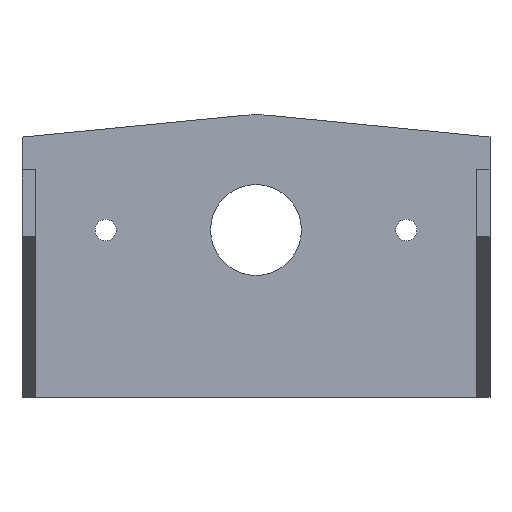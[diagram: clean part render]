
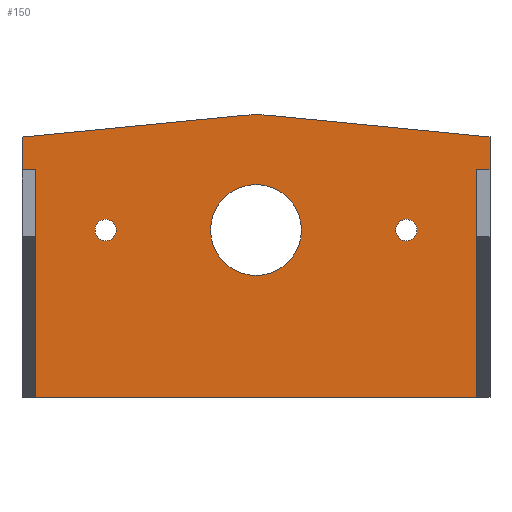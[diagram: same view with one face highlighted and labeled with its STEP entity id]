
A CAD part, front view. The second image highlights one B-rep face of the part: STEP entity #150.
In plain terms, the highlighted planar face has unit normal (0, -1, 0).
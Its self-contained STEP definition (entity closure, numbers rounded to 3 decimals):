
#27 = EDGE_CURVE ( 'NONE', #227, #968, #1491, .T. ) ;
#33 = VERTEX_POINT ( 'NONE', #853 ) ;
#35 = CIRCLE ( 'NONE', #950, 0.8 ) ;
#58 = CARTESIAN_POINT ( 'NONE',  ( 0.843, 0., 8.594 ) ) ;
#110 = EDGE_LOOP ( 'NONE', ( #122, #414 ) ) ;
#122 = ORIENTED_EDGE ( 'NONE', *, *, #744, .T. ) ;
#123 = ORIENTED_EDGE ( 'NONE', *, *, #346, .T. ) ;
#150 = ADVANCED_FACE ( 'NONE', ( #1291, #317, #681, #656 ), #1372, .F. ) ;
#166 = CARTESIAN_POINT ( 'NONE',  ( 11.24, 0., 0. ) ) ;
#169 = CARTESIAN_POINT ( 'NONE',  ( 0., 0., 3.4 ) ) ;
#175 = CARTESIAN_POINT ( 'NONE',  ( 0., 0., 0. ) ) ;
#178 = DIRECTION ( 'NONE',  ( -1., 0., 0. ) ) ;
#181 = CARTESIAN_POINT ( 'NONE',  ( 16.5, 0., 4.5 ) ) ;
#185 = LINE ( 'NONE', #58, #829 ) ;
#188 = CARTESIAN_POINT ( 'NONE',  ( -16.5, 0., -12.5 ) ) ;
#194 = CARTESIAN_POINT ( 'NONE',  ( 17.5, 0., 4.5 ) ) ;
#200 = EDGE_LOOP ( 'NONE', ( #123, #683 ) ) ;
#216 = CARTESIAN_POINT ( 'NONE',  ( 0.04, 0., -1.375 ) ) ;
#217 = VERTEX_POINT ( 'NONE', #657 ) ;
#227 = VERTEX_POINT ( 'NONE', #998 ) ;
#239 = EDGE_CURVE ( 'NONE', #281, #33, #846, .T. ) ;
#252 = EDGE_CURVE ( 'NONE', #435, #391, #494, .T. ) ;
#281 = VERTEX_POINT ( 'NONE', #1273 ) ;
#289 = DIRECTION ( 'NONE',  ( 0., 0., 1. ) ) ;
#290 = EDGE_CURVE ( 'NONE', #718, #1288, #407, .T. ) ;
#299 = DIRECTION ( 'NONE',  ( 0., 0., 1. ) ) ;
#305 = CARTESIAN_POINT ( 'NONE',  ( -16.5, 0., -12.5 ) ) ;
#309 = CARTESIAN_POINT ( 'NONE',  ( 0., 0., 0. ) ) ;
#317 = FACE_BOUND ( 'NONE', #110, .T. ) ;
#325 = VERTEX_POINT ( 'NONE', #181 ) ;
#332 = CARTESIAN_POINT ( 'NONE',  ( -16.5, 0., 4.5 ) ) ;
#333 = VERTEX_POINT ( 'NONE', #548 ) ;
#336 = VECTOR ( 'NONE', #475, 1000. ) ;
#337 = EDGE_CURVE ( 'NONE', #1113, #1324, #700, .T. ) ;
#338 = CARTESIAN_POINT ( 'NONE',  ( -0.937, 0., 8.577 ) ) ;
#346 = EDGE_CURVE ( 'NONE', #1288, #718, #408, .T. ) ;
#369 = VECTOR ( 'NONE', #1162, 1000. ) ;
#373 = ORIENTED_EDGE ( 'NONE', *, *, #337, .T. ) ;
#380 = DIRECTION ( 'NONE',  ( 0., 1., 0. ) ) ;
#391 = VERTEX_POINT ( 'NONE', #194 ) ;
#407 = CIRCLE ( 'NONE', #1124, 3.4 ) ;
#408 = CIRCLE ( 'NONE', #559, 3.4 ) ;
#410 = VECTOR ( 'NONE', #1081, 1000. ) ;
#414 = ORIENTED_EDGE ( 'NONE', *, *, #642, .T. ) ;
#433 = DIRECTION ( 'NONE',  ( 0., 0., 1. ) ) ;
#435 = VERTEX_POINT ( 'NONE', #1051 ) ;
#439 = AXIS2_PLACEMENT_3D ( 'NONE', #166, #1009, #289 ) ;
#473 = EDGE_LOOP ( 'NONE', ( #1509, #1207 ) ) ;
#475 = DIRECTION ( 'NONE',  ( -1., 0., 0. ) ) ;
#477 = LINE ( 'NONE', #859, #793 ) ;
#494 = LINE ( 'NONE', #540, #775 ) ;
#498 = VECTOR ( 'NONE', #1571, 1000. ) ;
#521 = CARTESIAN_POINT ( 'NONE',  ( 0., 0., 0. ) ) ;
#523 = DIRECTION ( 'NONE',  ( 0., 1., 0. ) ) ;
#538 = CARTESIAN_POINT ( 'NONE',  ( -17.5, 0., -12.5 ) ) ;
#540 = CARTESIAN_POINT ( 'NONE',  ( 17.5, 0., -12.5 ) ) ;
#548 = CARTESIAN_POINT ( 'NONE',  ( 16.5, 0., -12.5 ) ) ;
#559 = AXIS2_PLACEMENT_3D ( 'NONE', #309, #1166, #433 ) ;
#563 = EDGE_CURVE ( 'NONE', #968, #1477, #477, .T. ) ;
#570 = CARTESIAN_POINT ( 'NONE',  ( 16.5, 0., 4.5 ) ) ;
#572 = CIRCLE ( 'NONE', #980, 0.8 ) ;
#586 = CARTESIAN_POINT ( 'NONE',  ( -11.24, 0., 0. ) ) ;
#590 = AXIS2_PLACEMENT_3D ( 'NONE', #521, #644, #1497 ) ;
#607 = ORIENTED_EDGE ( 'NONE', *, *, #1301, .T. ) ;
#628 = AXIS2_PLACEMENT_3D ( 'NONE', #849, #523, #1582 ) ;
#640 = DIRECTION ( 'NONE',  ( 0., 1., 0. ) ) ;
#642 = EDGE_CURVE ( 'NONE', #217, #1473, #35, .T. ) ;
#644 = DIRECTION ( 'NONE',  ( 0., 1., 0. ) ) ;
#649 = ORIENTED_EDGE ( 'NONE', *, *, #922, .F. ) ;
#656 = FACE_OUTER_BOUND ( 'NONE', #1585, .T. ) ;
#657 = CARTESIAN_POINT ( 'NONE',  ( -11.24, 0., -0.8 ) ) ;
#681 = FACE_BOUND ( 'NONE', #200, .T. ) ;
#683 = ORIENTED_EDGE ( 'NONE', *, *, #290, .T. ) ;
#700 = LINE ( 'NONE', #305, #369 ) ;
#718 = VERTEX_POINT ( 'NONE', #1246 ) ;
#726 = DIRECTION ( 'NONE',  ( -0.995, 0., -0.098 ) ) ;
#731 = ORIENTED_EDGE ( 'NONE', *, *, #1065, .T. ) ;
#739 = LINE ( 'NONE', #837, #410 ) ;
#744 = EDGE_CURVE ( 'NONE', #1473, #217, #572, .T. ) ;
#746 = CARTESIAN_POINT ( 'NONE',  ( -11.24, 0., 0. ) ) ;
#775 = VECTOR ( 'NONE', #1519, 1000. ) ;
#778 = LINE ( 'NONE', #1071, #498 ) ;
#793 = VECTOR ( 'NONE', #726, 1000. ) ;
#814 = CIRCLE ( 'NONE', #628, 0.8 ) ;
#829 = VECTOR ( 'NONE', #1559, 1000. ) ;
#837 = CARTESIAN_POINT ( 'NONE',  ( -17.5, 0., -12.5 ) ) ;
#846 = CIRCLE ( 'NONE', #439, 0.8 ) ;
#849 = CARTESIAN_POINT ( 'NONE',  ( 11.24, 0., 0. ) ) ;
#853 = CARTESIAN_POINT ( 'NONE',  ( 11.24, 0., -0.8 ) ) ;
#859 = CARTESIAN_POINT ( 'NONE',  ( -0.842, 0., 8.586 ) ) ;
#871 = EDGE_CURVE ( 'NONE', #33, #281, #814, .T. ) ;
#896 = EDGE_CURVE ( 'NONE', #325, #333, #778, .T. ) ;
#922 = EDGE_CURVE ( 'NONE', #1074, #1477, #739, .T. ) ;
#950 = AXIS2_PLACEMENT_3D ( 'NONE', #586, #380, #1488 ) ;
#952 = ORIENTED_EDGE ( 'NONE', *, *, #252, .F. ) ;
#959 = DIRECTION ( 'NONE',  ( 0., 0., 1. ) ) ;
#968 = VERTEX_POINT ( 'NONE', #338 ) ;
#971 = ORIENTED_EDGE ( 'NONE', *, *, #563, .T. ) ;
#980 = AXIS2_PLACEMENT_3D ( 'NONE', #746, #640, #1358 ) ;
#982 = EDGE_CURVE ( 'NONE', #1113, #1074, #1350, .T. ) ;
#998 = CARTESIAN_POINT ( 'NONE',  ( 1.016, 0., 8.577 ) ) ;
#1004 = ORIENTED_EDGE ( 'NONE', *, *, #982, .F. ) ;
#1009 = DIRECTION ( 'NONE',  ( 0., 1., 0. ) ) ;
#1023 = DIRECTION ( 'NONE',  ( 0., 1., 0. ) ) ;
#1051 = CARTESIAN_POINT ( 'NONE',  ( 17.5, 0., 6.96 ) ) ;
#1064 = DIRECTION ( 'NONE',  ( 0., -1., 0. ) ) ;
#1065 = EDGE_CURVE ( 'NONE', #435, #227, #185, .T. ) ;
#1071 = CARTESIAN_POINT ( 'NONE',  ( 16.5, 0., -12.5 ) ) ;
#1074 = VERTEX_POINT ( 'NONE', #1321 ) ;
#1081 = DIRECTION ( 'NONE',  ( 0., 0., 1. ) ) ;
#1098 = VECTOR ( 'NONE', #178, 1000. ) ;
#1113 = VERTEX_POINT ( 'NONE', #1298 ) ;
#1124 = AXIS2_PLACEMENT_3D ( 'NONE', #175, #1023, #299 ) ;
#1126 = AXIS2_PLACEMENT_3D ( 'NONE', #216, #1064, #959 ) ;
#1134 = VECTOR ( 'NONE', #1512, 1000. ) ;
#1140 = ORIENTED_EDGE ( 'NONE', *, *, #896, .F. ) ;
#1152 = ORIENTED_EDGE ( 'NONE', *, *, #1333, .F. ) ;
#1162 = DIRECTION ( 'NONE',  ( 0., 0., -1. ) ) ;
#1166 = DIRECTION ( 'NONE',  ( 0., 1., 0. ) ) ;
#1207 = ORIENTED_EDGE ( 'NONE', *, *, #871, .T. ) ;
#1246 = CARTESIAN_POINT ( 'NONE',  ( 0., 0., -3.4 ) ) ;
#1260 = CARTESIAN_POINT ( 'NONE',  ( -17.5, 0., 6.952 ) ) ;
#1273 = CARTESIAN_POINT ( 'NONE',  ( 11.24, 0., 0.8 ) ) ;
#1288 = VERTEX_POINT ( 'NONE', #169 ) ;
#1291 = FACE_BOUND ( 'NONE', #473, .T. ) ;
#1298 = CARTESIAN_POINT ( 'NONE',  ( -16.5, 0., 4.5 ) ) ;
#1301 = EDGE_CURVE ( 'NONE', #325, #391, #1468, .T. ) ;
#1321 = CARTESIAN_POINT ( 'NONE',  ( -17.5, 0., 4.5 ) ) ;
#1324 = VERTEX_POINT ( 'NONE', #188 ) ;
#1333 = EDGE_CURVE ( 'NONE', #333, #1324, #1427, .T. ) ;
#1350 = LINE ( 'NONE', #332, #336 ) ;
#1358 = DIRECTION ( 'NONE',  ( 0., 0., 1. ) ) ;
#1372 = PLANE ( 'NONE',  #590 ) ;
#1383 = ORIENTED_EDGE ( 'NONE', *, *, #27, .T. ) ;
#1394 = CARTESIAN_POINT ( 'NONE',  ( -11.24, 0., 0.8 ) ) ;
#1427 = LINE ( 'NONE', #538, #1098 ) ;
#1468 = LINE ( 'NONE', #570, #1134 ) ;
#1473 = VERTEX_POINT ( 'NONE', #1394 ) ;
#1477 = VERTEX_POINT ( 'NONE', #1260 ) ;
#1488 = DIRECTION ( 'NONE',  ( 0., 0., 1. ) ) ;
#1491 = CIRCLE ( 'NONE', #1126, 10. ) ;
#1497 = DIRECTION ( 'NONE',  ( 0., 0., 1. ) ) ;
#1509 = ORIENTED_EDGE ( 'NONE', *, *, #239, .T. ) ;
#1512 = DIRECTION ( 'NONE',  ( 1., 0., 0. ) ) ;
#1519 = DIRECTION ( 'NONE',  ( 0., 0., -1. ) ) ;
#1559 = DIRECTION ( 'NONE',  ( -0.995, 0., 0.098 ) ) ;
#1571 = DIRECTION ( 'NONE',  ( 0., 0., -1. ) ) ;
#1582 = DIRECTION ( 'NONE',  ( 0., 0., 1. ) ) ;
#1585 = EDGE_LOOP ( 'NONE', ( #607, #952, #731, #1383, #971, #649, #1004, #373, #1152, #1140 ) ) ;
